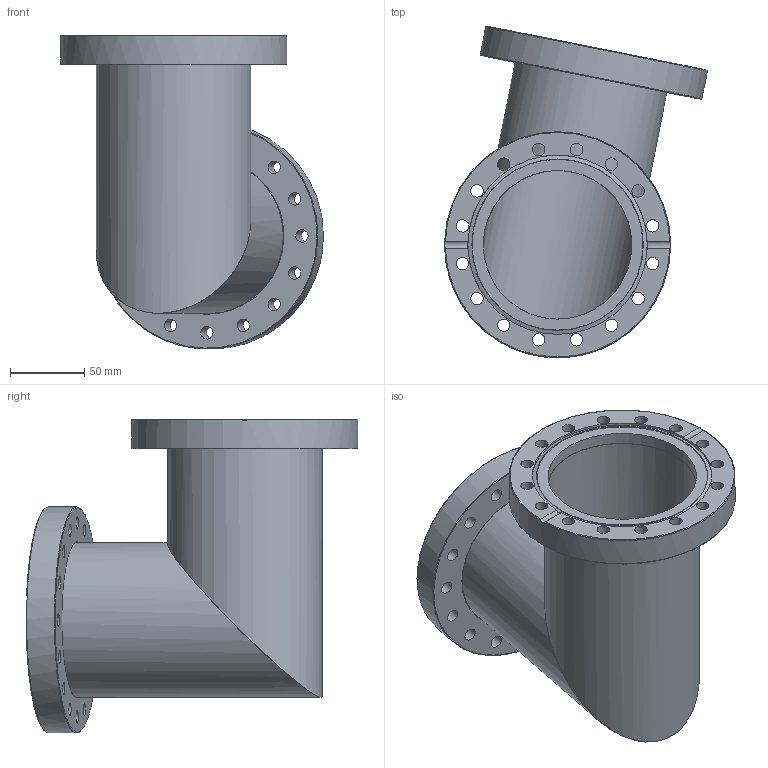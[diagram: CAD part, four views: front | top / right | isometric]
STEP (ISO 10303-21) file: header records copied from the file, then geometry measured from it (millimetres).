
FILE_DESCRIPTION((''),'2;1');
FILE_NAME('EL100-304.stp','2009-04-23T14:00:17',('hasers'),(''),'Autodesk Inventor 2008','Autodesk Inventor 2008','');
FILE_SCHEMA(('AUTOMOTIVE_DESIGN { 1 0 10303 214 1 1 1 1 }'));
Length unit declared in the file: millimetre
Products named in the file (4): EL100-304; CF-07 [Keywords [Summary]=1.4301][Company [Summary]=Vacom][Title [Summary]=F100B104]; Rohre [Subject [Summary]=normal][Keywords [Summary]=1.4301][Title [Summary]=104x2,0 (0,5m)]_1; Rohre [Subject [Summary]=normal][Keywords [Summary]=1.4301][Title [Summary]=104x2,0 (0,5m)]_2
Assembly tree (4 placements, depth 2):
  EL100-304
    CF-07 [Keywords [Summary]=1.4301][Company [Summary]=Vacom][Title [Summary]=F100B104]  x2
    Rohre [Subject [Summary]=normal][Keywords [Summary]=1.4301][Title [Summary]=104x2,0 (0,5m)]_1
    Rohre [Subject [Summary]=normal][Keywords [Summary]=1.4301][Title [Summary]=104x2,0 (0,5m)]_2
Bounding box: 176.79 x 223.14 x 210.98 mm (x, y, z)
Volume: 513233.5 mm3; surface area: 250751.5 mm2
Topology: 4 solids, 4 shells, 74 faces, 220 edges, 156 vertices
Faces by surface type: bspline 34, cylinder 14, plane 14, torus 8, cone 4
Full cylindrical faces by diameter (mm): 100 x4, 104 x2, 104.5 x2, 120.6 x2, 152 x2
Entity records: 1582 total; most frequent: CARTESIAN_POINT 584, DIRECTION 180, ORIENTED_EDGE 136, EDGE_LOOP 108, AXIS2_PLACEMENT_3D 88, EDGE_CURVE 68, FACE_BOUND 67, VERTEX_POINT 62
